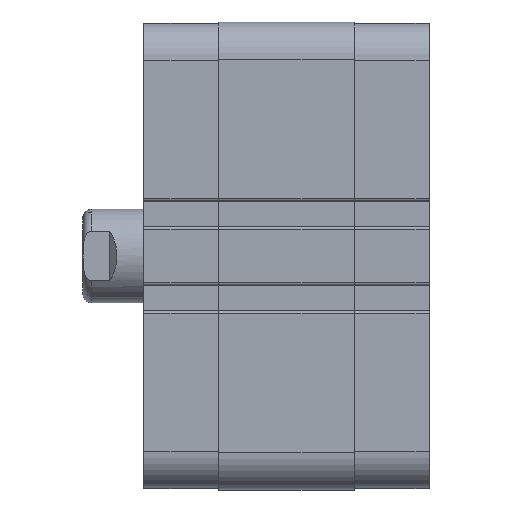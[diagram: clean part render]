
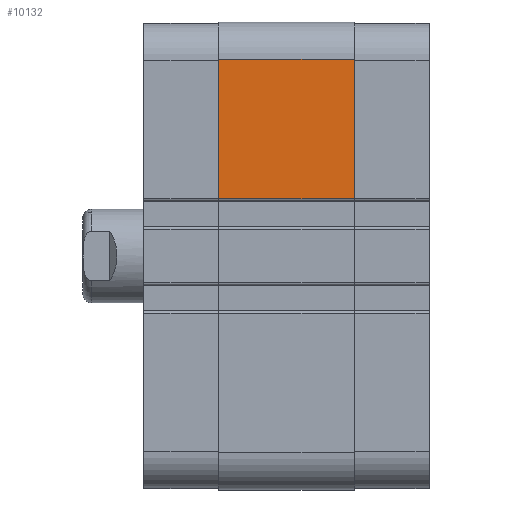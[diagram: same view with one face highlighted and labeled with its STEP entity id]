
A CAD part, left-side view. The second image highlights one B-rep face of the part: STEP entity #10132.
In plain terms, the highlighted planar face has unit normal (-1, 0, 0).
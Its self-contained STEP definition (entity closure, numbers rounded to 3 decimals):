
#7245=CARTESIAN_POINT('',(-50.0,14.5,12.25));
#7246=VERTEX_POINT('',#7245);
#7254=CARTESIAN_POINT('',(-50.0,14.5,42.));
#7255=VERTEX_POINT('',#7254);
#7256=CARTESIAN_POINT('',(-50.0,14.5,42.));
#7257=DIRECTION('',(0.0,0.0,-1.0));
#7258=VECTOR('',#7257,29.75);
#7259=LINE('',#7256,#7258);
#7260=EDGE_CURVE('',#7255,#7246,#7259,.T.);
#9394=CARTESIAN_POINT('',(-50.0,-14.5,42.));
#9395=VERTEX_POINT('',#9394);
#9403=CARTESIAN_POINT('',(-50.0,-14.5,12.25));
#9404=VERTEX_POINT('',#9403);
#9405=CARTESIAN_POINT('',(-50.0,-14.5,12.25));
#9406=DIRECTION('',(0.0,0.0,1.0));
#9407=VECTOR('',#9406,29.75);
#9408=LINE('',#9405,#9407);
#9409=EDGE_CURVE('',#9404,#9395,#9408,.T.);
#10105=CARTESIAN_POINT('',(-50.0,-14.5,42.));
#10106=DIRECTION('',(0.0,1.0,0.0));
#10107=VECTOR('',#10106,29.);
#10108=LINE('',#10105,#10107);
#10109=EDGE_CURVE('',#9395,#7255,#10108,.T.);
#10116=CARTESIAN_POINT('',(-50.0,0.0,42.));
#10117=DIRECTION('',(-1.0,0.0,0.0));
#10118=DIRECTION('',(0.0,0.0,1.0));
#10119=AXIS2_PLACEMENT_3D('',#10116,#10117,#10118);
#10120=PLANE('',#10119);
#10121=ORIENTED_EDGE('',*,*,#7260,.T.);
#10122=CARTESIAN_POINT('',(-50.0,-14.5,12.25));
#10123=DIRECTION('',(0.0,1.0,0.0));
#10124=VECTOR('',#10123,29.);
#10125=LINE('',#10122,#10124);
#10126=EDGE_CURVE('',#9404,#7246,#10125,.T.);
#10127=ORIENTED_EDGE('',*,*,#10126,.F.);
#10128=ORIENTED_EDGE('',*,*,#9409,.T.);
#10129=ORIENTED_EDGE('',*,*,#10109,.T.);
#10130=EDGE_LOOP('',(#10121,#10127,#10128,#10129));
#10131=FACE_OUTER_BOUND('',#10130,.T.);
#10132=ADVANCED_FACE('',(#10131),#10120,.T.);
